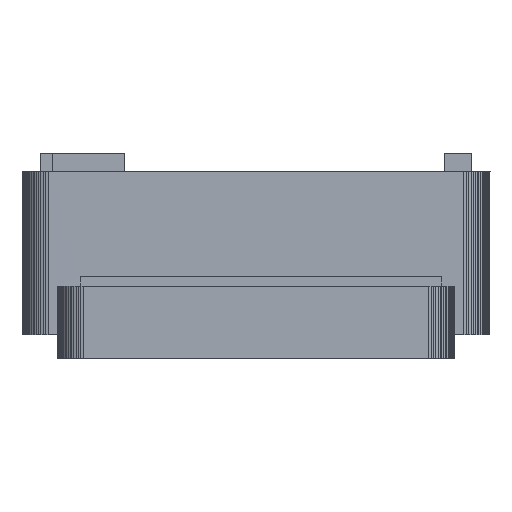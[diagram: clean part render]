
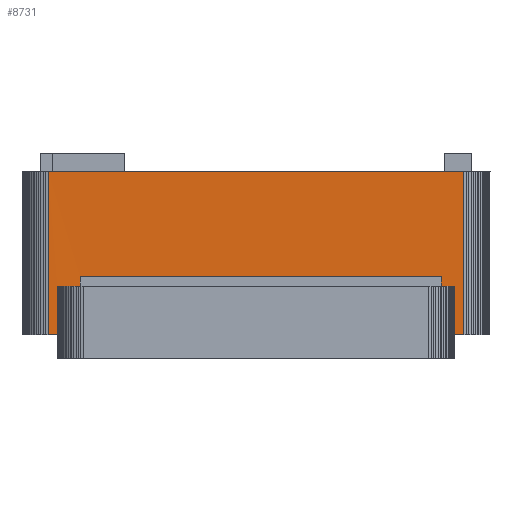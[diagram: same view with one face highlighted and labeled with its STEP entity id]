
A CAD part, left-side view. The second image highlights one B-rep face of the part: STEP entity #8731.
In plain terms, the highlighted planar face has unit normal (-1, 0, 0).
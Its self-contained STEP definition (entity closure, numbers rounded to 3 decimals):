
#438 = FACE_OUTER_BOUND ( 'NONE', #27461, .T. ) ;
#453 = DIRECTION ( 'NONE',  ( 0., 0., -1. ) ) ;
#578 = EDGE_CURVE ( 'NONE', #19120, #22129, #29833, .T. ) ;
#629 = LINE ( 'NONE', #8979, #15871 ) ;
#776 = VECTOR ( 'NONE', #16142, 1000. ) ;
#849 = CARTESIAN_POINT ( 'NONE',  ( -16.964, 10.56, -9.991 ) ) ;
#878 = CARTESIAN_POINT ( 'NONE',  ( -16.961, 10.56, -12.691 ) ) ;
#900 = CARTESIAN_POINT ( 'NONE',  ( -16.964, -0.44, -12.691 ) ) ;
#1151 = VERTEX_POINT ( 'NONE', #849 ) ;
#1752 = CARTESIAN_POINT ( 'NONE',  ( -16.958, 9.298, -9.991 ) ) ;
#1766 = ORIENTED_EDGE ( 'NONE', *, *, #24567, .T. ) ;
#2026 = VERTEX_POINT ( 'NONE', #8003 ) ;
#2219 = CARTESIAN_POINT ( 'NONE',  ( -16.964, -4.035, -9.468 ) ) ;
#2575 = CARTESIAN_POINT ( 'NONE',  ( -16.959, -10.702, -9.991 ) ) ;
#2659 = CARTESIAN_POINT ( 'NONE',  ( -16.964, -0.44, -12.691 ) ) ;
#3109 = CARTESIAN_POINT ( 'NONE',  ( -16.964, -10.702, -9.817 ) ) ;
#3196 = PLANE ( 'NONE',  #31257 ) ;
#3423 = EDGE_CURVE ( 'NONE', #8701, #19353, #22915, .T. ) ;
#3513 = VECTOR ( 'NONE', #25816, 1000. ) ;
#3754 = VERTEX_POINT ( 'NONE', #9594 ) ;
#3819 = LINE ( 'NONE', #17872, #30215 ) ;
#4458 = CARTESIAN_POINT ( 'NONE',  ( -16.954, 9.298, -9.468 ) ) ;
#5204 = EDGE_CURVE ( 'NONE', #24296, #9823, #14411, .T. ) ;
#5778 = DIRECTION ( 'NONE',  ( -1., 0., 0. ) ) ;
#6124 = EDGE_CURVE ( 'NONE', #1151, #9823, #13344, .T. ) ;
#6394 = ORIENTED_EDGE ( 'NONE', *, *, #7462, .T. ) ;
#6851 = DIRECTION ( 'NONE',  ( 0., 0., 1. ) ) ;
#7196 = ORIENTED_EDGE ( 'NONE', *, *, #25658, .T. ) ;
#7462 = EDGE_CURVE ( 'NONE', #31981, #2026, #7526, .T. ) ;
#7507 = LINE ( 'NONE', #30479, #27090 ) ;
#7526 = B_SPLINE_CURVE_WITH_KNOTS ( 'NONE', 3,
 ( #1752, #9479, #19778, #4458 ),
 .UNSPECIFIED., .F., .F.,
 ( 4, 4 ),
 ( 0., 1. ),
 .UNSPECIFIED. ) ;
#7997 = LINE ( 'NONE', #27277, #29180 ) ;
#8003 = CARTESIAN_POINT ( 'NONE',  ( -16.954, 9.298, -9.468 ) ) ;
#8701 = VERTEX_POINT ( 'NONE', #15606 ) ;
#8731 = ADVANCED_FACE ( 'NONE', ( #438 ), #3196, .T. ) ;
#8979 = CARTESIAN_POINT ( 'NONE',  ( -16.964, 11.06, -8.171 ) ) ;
#9479 = CARTESIAN_POINT ( 'NONE',  ( -16.964, 9.298, -9.817 ) ) ;
#9594 = CARTESIAN_POINT ( 'NONE',  ( -16.964, -11.94, -12.691 ) ) ;
#9823 = VERTEX_POINT ( 'NONE', #878 ) ;
#9997 = CARTESIAN_POINT ( 'NONE',  ( -16.96, -11.44, -12.691 ) ) ;
#10267 = DIRECTION ( 'NONE',  ( 0., -1., 0. ) ) ;
#11148 = LINE ( 'NONE', #2659, #3513 ) ;
#11547 = DIRECTION ( 'NONE',  ( 0., 0., -1. ) ) ;
#12563 = VECTOR ( 'NONE', #453, 1000. ) ;
#12820 = DIRECTION ( 'NONE',  ( 0., 1., 0. ) ) ;
#12946 = LINE ( 'NONE', #28114, #15349 ) ;
#13344 = LINE ( 'NONE', #18369, #12563 ) ;
#13440 = VERTEX_POINT ( 'NONE', #24529 ) ;
#14069 = CARTESIAN_POINT ( 'NONE',  ( -16.964, 11.06, -12.691 ) ) ;
#14411 = LINE ( 'NONE', #900, #776 ) ;
#14737 = ORIENTED_EDGE ( 'NONE', *, *, #31821, .T. ) ;
#15326 = CARTESIAN_POINT ( 'NONE',  ( -16.964, -11.44, -8.171 ) ) ;
#15349 = VECTOR ( 'NONE', #12820, 1000. ) ;
#15606 = CARTESIAN_POINT ( 'NONE',  ( -16.954, -10.702, -9.468 ) ) ;
#15831 = ORIENTED_EDGE ( 'NONE', *, *, #3423, .T. ) ;
#15871 = VECTOR ( 'NONE', #11547, 1000. ) ;
#15901 = ORIENTED_EDGE ( 'NONE', *, *, #6124, .F. ) ;
#16142 = DIRECTION ( 'NONE',  ( 0., -1., 0. ) ) ;
#17872 = CARTESIAN_POINT ( 'NONE',  ( -16.964, -0.374, -9.991 ) ) ;
#17900 = DIRECTION ( 'NONE',  ( 0., 0., -1. ) ) ;
#18369 = CARTESIAN_POINT ( 'NONE',  ( -16.964, 10.56, -11.991 ) ) ;
#18448 = CARTESIAN_POINT ( 'NONE',  ( -16.964, -10.702, -9.642 ) ) ;
#19060 = EDGE_CURVE ( 'NONE', #22359, #24296, #629, .T. ) ;
#19120 = VERTEX_POINT ( 'NONE', #27063 ) ;
#19353 = VERTEX_POINT ( 'NONE', #2575 ) ;
#19778 = CARTESIAN_POINT ( 'NONE',  ( -16.964, 9.298, -9.642 ) ) ;
#20147 = CARTESIAN_POINT ( 'NONE',  ( -16.954, -10.702, -9.468 ) ) ;
#20365 = CARTESIAN_POINT ( 'NONE',  ( -16.958, 9.298, -9.991 ) ) ;
#21017 = CARTESIAN_POINT ( 'NONE',  ( -16.959, -10.702, -9.991 ) ) ;
#21087 = CARTESIAN_POINT ( 'NONE',  ( -16.964, -11.94, -12.691 ) ) ;
#22129 = VERTEX_POINT ( 'NONE', #9997 ) ;
#22359 = VERTEX_POINT ( 'NONE', #26369 ) ;
#22500 = EDGE_CURVE ( 'NONE', #22129, #3754, #11148, .T. ) ;
#22616 = B_SPLINE_CURVE_WITH_KNOTS ( 'NONE', 3,
 ( #32847, #32736, #2219, #20147 ),
 .UNSPECIFIED., .F., .F.,
 ( 4, 4 ),
 ( 0., 1. ),
 .UNSPECIFIED. ) ;
#22911 = EDGE_CURVE ( 'NONE', #1151, #31981, #7507, .T. ) ;
#22915 = B_SPLINE_CURVE_WITH_KNOTS ( 'NONE', 3,
 ( #23489, #18448, #3109, #21017 ),
 .UNSPECIFIED., .F., .F.,
 ( 4, 4 ),
 ( 0., 1. ),
 .UNSPECIFIED. ) ;
#23059 = VECTOR ( 'NONE', #17900, 1000. ) ;
#23489 = CARTESIAN_POINT ( 'NONE',  ( -16.954, -10.702, -9.468 ) ) ;
#23681 = DIRECTION ( 'NONE',  ( 0., 0., 1. ) ) ;
#24296 = VERTEX_POINT ( 'NONE', #14069 ) ;
#24529 = CARTESIAN_POINT ( 'NONE',  ( -16.964, -11.94, -3.651 ) ) ;
#24567 = EDGE_CURVE ( 'NONE', #19353, #19120, #3819, .T. ) ;
#24897 = ORIENTED_EDGE ( 'NONE', *, *, #5204, .T. ) ;
#25658 = EDGE_CURVE ( 'NONE', #2026, #8701, #22616, .T. ) ;
#25673 = ORIENTED_EDGE ( 'NONE', *, *, #578, .T. ) ;
#25816 = DIRECTION ( 'NONE',  ( 0., -1., 0. ) ) ;
#26271 = EDGE_CURVE ( 'NONE', #13440, #22359, #12946, .T. ) ;
#26369 = CARTESIAN_POINT ( 'NONE',  ( -16.964, 11.06, -3.651 ) ) ;
#26679 = ORIENTED_EDGE ( 'NONE', *, *, #19060, .T. ) ;
#27063 = CARTESIAN_POINT ( 'NONE',  ( -16.964, -11.44, -9.991 ) ) ;
#27090 = VECTOR ( 'NONE', #33034, 1000. ) ;
#27277 = CARTESIAN_POINT ( 'NONE',  ( -16.964, -11.94, -8.171 ) ) ;
#27461 = EDGE_LOOP ( 'NONE', ( #30060, #14737, #28510, #26679, #24897, #15901, #29337, #6394, #7196, #15831, #1766, #25673 ) ) ;
#28114 = CARTESIAN_POINT ( 'NONE',  ( -16.964, -0.363, -3.651 ) ) ;
#28510 = ORIENTED_EDGE ( 'NONE', *, *, #26271, .T. ) ;
#29180 = VECTOR ( 'NONE', #6851, 1000. ) ;
#29337 = ORIENTED_EDGE ( 'NONE', *, *, #22911, .T. ) ;
#29833 = LINE ( 'NONE', #15326, #23059 ) ;
#30060 = ORIENTED_EDGE ( 'NONE', *, *, #22500, .T. ) ;
#30215 = VECTOR ( 'NONE', #10267, 1000. ) ;
#30479 = CARTESIAN_POINT ( 'NONE',  ( -16.964, -0.44, -9.991 ) ) ;
#31257 = AXIS2_PLACEMENT_3D ( 'NONE', #21087, #5778, #23681 ) ;
#31821 = EDGE_CURVE ( 'NONE', #3754, #13440, #7997, .T. ) ;
#31981 = VERTEX_POINT ( 'NONE', #20365 ) ;
#32736 = CARTESIAN_POINT ( 'NONE',  ( -16.964, 2.632, -9.468 ) ) ;
#32847 = CARTESIAN_POINT ( 'NONE',  ( -16.954, 9.298, -9.468 ) ) ;
#33034 = DIRECTION ( 'NONE',  ( 0., -1., 0. ) ) ;
